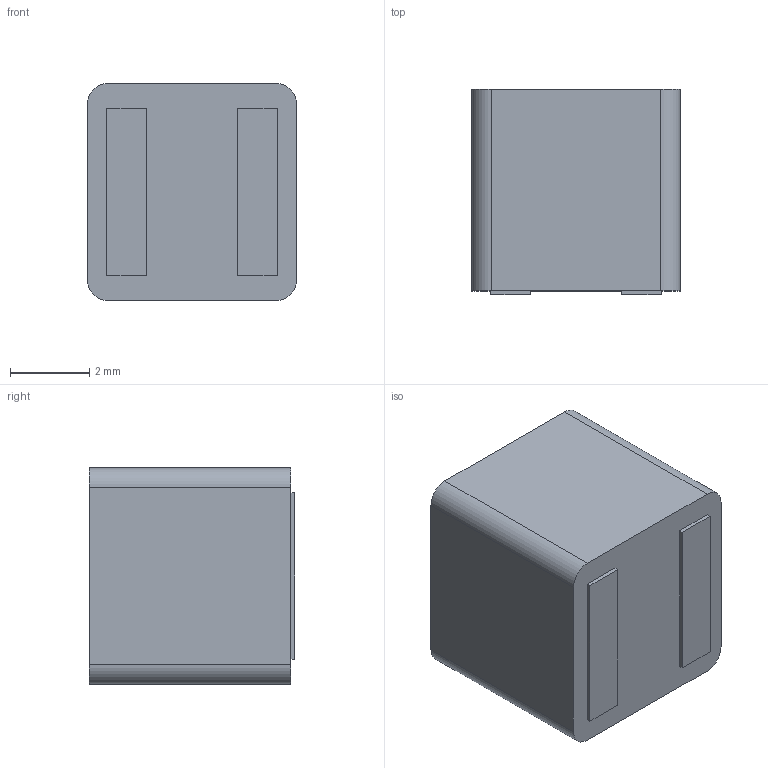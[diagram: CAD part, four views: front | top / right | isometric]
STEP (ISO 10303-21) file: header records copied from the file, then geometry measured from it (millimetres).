
FILE_DESCRIPTION (( 'STEP AP214' ), '1' );
FILE_NAME ('XAL5050-223MEC.STEP', '2022-09-21T08:13:06', ( '' ), ( '' ), 'SwSTEP 2.0', 'SolidWorks 2018', '' );
FILE_SCHEMA (( 'AUTOMOTIVE_DESIGN' ));
Length unit declared in the file: millimetre
Products named in the file (1): XAL5050-223MEC
Bounding box: 5.28 x 5.2 x 5.48 mm (x, y, z)
Volume: 147.3 mm3; surface area: 164.9 mm2
Topology: 1 solids, 1 shells, 21 faces, 52 edges, 36 vertices
Faces by surface type: plane 17, cylinder 4
Entity records: 891 total; most frequent: CARTESIAN_POINT 110, ORIENTED_EDGE 104, DIRECTION 104, EDGE_CURVE 52, LINE 44, VECTOR 44, VERTEX_POINT 36, AXIS2_PLACEMENT_3D 30
